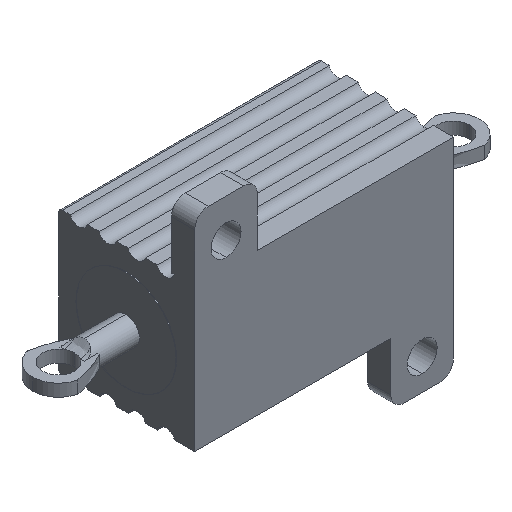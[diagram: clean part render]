
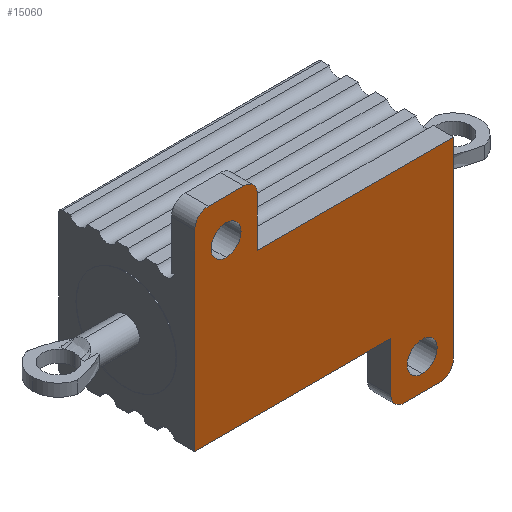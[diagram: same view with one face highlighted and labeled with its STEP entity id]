
A CAD part, isometric view. The second image highlights one B-rep face of the part: STEP entity #15060.
In plain terms, the highlighted planar face has unit normal (0, -1, 0).
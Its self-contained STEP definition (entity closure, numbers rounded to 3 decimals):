
#244 = AXIS2_PLACEMENT_3D ( 'NONE', #12233, #6382, #11062 ) ;
#596 = CARTESIAN_POINT ( 'NONE',  ( 7.2, -5., -7.55 ) ) ;
#657 = VECTOR ( 'NONE', #8717, 1000. ) ;
#697 = CARTESIAN_POINT ( 'NONE',  ( 9.5, -5., 5.25 ) ) ;
#987 = EDGE_CURVE ( 'NONE', #11996, #6805, #10393, .T. ) ;
#1219 = VECTOR ( 'NONE', #9693, 1000. ) ;
#1230 = VERTEX_POINT ( 'NONE', #5619 ) ;
#1319 = ORIENTED_EDGE ( 'NONE', *, *, #6944, .F. ) ;
#1374 = DIRECTION ( 'NONE',  ( 0., 0., 1. ) ) ;
#1485 = VERTEX_POINT ( 'NONE', #7874 ) ;
#1519 = ORIENTED_EDGE ( 'NONE', *, *, #7080, .F. ) ;
#1557 = LINE ( 'NONE', #6229, #3766 ) ;
#1576 = VERTEX_POINT ( 'NONE', #2104 ) ;
#1683 = ORIENTED_EDGE ( 'NONE', *, *, #8697, .T. ) ;
#1713 = CIRCLE ( 'NONE', #12936, 1.1 ) ;
#1756 = FACE_OUTER_BOUND ( 'NONE', #12379, .T. ) ;
#1806 = EDGE_CURVE ( 'NONE', #6805, #13861, #13482, .T. ) ;
#1808 = ORIENTED_EDGE ( 'NONE', *, *, #9217, .T. ) ;
#1933 = VERTEX_POINT ( 'NONE', #10318 ) ;
#1974 = FACE_BOUND ( 'NONE', #2870, .T. ) ;
#2031 = DIRECTION ( 'NONE',  ( 1., 0., 0. ) ) ;
#2104 = CARTESIAN_POINT ( 'NONE',  ( 7.2, -5., -8.65 ) ) ;
#2336 = EDGE_CURVE ( 'NONE', #5003, #4278, #6709, .T. ) ;
#2502 = CARTESIAN_POINT ( 'NONE',  ( 4.9, -5., -8.85 ) ) ;
#2568 = DIRECTION ( 'NONE',  ( 0., 0., 1. ) ) ;
#2671 = DIRECTION ( 'NONE',  ( 0., -1., 0. ) ) ;
#2738 = LINE ( 'NONE', #2502, #1219 ) ;
#2870 = EDGE_LOOP ( 'NONE', ( #12087, #1519 ) ) ;
#3070 = FACE_BOUND ( 'NONE', #14417, .T. ) ;
#3106 = DIRECTION ( 'NONE',  ( 0., -1., 0. ) ) ;
#3186 = ORIENTED_EDGE ( 'NONE', *, *, #10402, .T. ) ;
#3216 = PLANE ( 'NONE',  #15150 ) ;
#3217 = EDGE_CURVE ( 'NONE', #14097, #8783, #11256, .T. ) ;
#3518 = VECTOR ( 'NONE', #2031, 1000. ) ;
#3615 = CARTESIAN_POINT ( 'NONE',  ( -4.9, -5., 5.25 ) ) ;
#3766 = VECTOR ( 'NONE', #4026, 1000. ) ;
#3876 = DIRECTION ( 'NONE',  ( 0., 0., -1. ) ) ;
#3894 = EDGE_CURVE ( 'NONE', #14076, #12530, #5138, .T. ) ;
#3906 = ORIENTED_EDGE ( 'NONE', *, *, #11633, .T. ) ;
#4026 = DIRECTION ( 'NONE',  ( -1., 0., 0. ) ) ;
#4269 = DIRECTION ( 'NONE',  ( -1., 0., 0. ) ) ;
#4278 = VERTEX_POINT ( 'NONE', #7862 ) ;
#4384 = CARTESIAN_POINT ( 'NONE',  ( -9.5, -5., -5.25 ) ) ;
#4556 = ORIENTED_EDGE ( 'NONE', *, *, #2336, .F. ) ;
#4685 = CARTESIAN_POINT ( 'NONE',  ( -8.5, -5., 8.85 ) ) ;
#4773 = DIRECTION ( 'NONE',  ( 0., 0., 1. ) ) ;
#4860 = ORIENTED_EDGE ( 'NONE', *, *, #1806, .T. ) ;
#4920 = VERTEX_POINT ( 'NONE', #10080 ) ;
#4985 = DIRECTION ( 'NONE',  ( 0., 0., 1. ) ) ;
#5003 = VERTEX_POINT ( 'NONE', #14467 ) ;
#5138 = LINE ( 'NONE', #14466, #5994 ) ;
#5213 = VERTEX_POINT ( 'NONE', #9954 ) ;
#5619 = CARTESIAN_POINT ( 'NONE',  ( -7.2, -5., 5.95 ) ) ;
#5793 = VECTOR ( 'NONE', #8026, 1000. ) ;
#5994 = VECTOR ( 'NONE', #4985, 1000. ) ;
#6043 = ORIENTED_EDGE ( 'NONE', *, *, #6707, .F. ) ;
#6158 = CARTESIAN_POINT ( 'NONE',  ( 5.9, -5., -8.85 ) ) ;
#6211 = CIRCLE ( 'NONE', #244, 1. ) ;
#6229 = CARTESIAN_POINT ( 'NONE',  ( 9.5, -5., 5.25 ) ) ;
#6382 = DIRECTION ( 'NONE',  ( 0., -1., 0. ) ) ;
#6707 = EDGE_CURVE ( 'NONE', #5213, #13861, #9041, .T. ) ;
#6709 = LINE ( 'NONE', #697, #5793 ) ;
#6805 = VERTEX_POINT ( 'NONE', #8178 ) ;
#6911 = LINE ( 'NONE', #7721, #11770 ) ;
#6944 = EDGE_CURVE ( 'NONE', #4920, #1576, #11430, .T. ) ;
#7080 = EDGE_CURVE ( 'NONE', #1485, #1230, #10945, .T. ) ;
#7120 = CARTESIAN_POINT ( 'NONE',  ( -8.5, -5., 9.85 ) ) ;
#7212 = VECTOR ( 'NONE', #4269, 1000. ) ;
#7310 = CARTESIAN_POINT ( 'NONE',  ( -7.2, -5., 7.05 ) ) ;
#7389 = EDGE_CURVE ( 'NONE', #1576, #4920, #8451, .T. ) ;
#7427 = CIRCLE ( 'NONE', #11392, 1. ) ;
#7529 = AXIS2_PLACEMENT_3D ( 'NONE', #6158, #8723, #3876 ) ;
#7721 = CARTESIAN_POINT ( 'NONE',  ( -8.5, -5., 9.85 ) ) ;
#7737 = CARTESIAN_POINT ( 'NONE',  ( 9.5, -5., -5.25 ) ) ;
#7862 = CARTESIAN_POINT ( 'NONE',  ( 9.5, -5., -8.85 ) ) ;
#7874 = CARTESIAN_POINT ( 'NONE',  ( -7.2, -5., 8.15 ) ) ;
#7954 = AXIS2_PLACEMENT_3D ( 'NONE', #596, #14939, #4773 ) ;
#8026 = DIRECTION ( 'NONE',  ( 0., 0., -1. ) ) ;
#8092 = EDGE_CURVE ( 'NONE', #5213, #14097, #2738, .T. ) ;
#8153 = CARTESIAN_POINT ( 'NONE',  ( 4.9, -5., -8.85 ) ) ;
#8178 = CARTESIAN_POINT ( 'NONE',  ( -9.5, -5., 8.85 ) ) ;
#8179 = CARTESIAN_POINT ( 'NONE',  ( -5.9, -5., 8.85 ) ) ;
#8342 = DIRECTION ( 'NONE',  ( 0., -1., 0. ) ) ;
#8451 = CIRCLE ( 'NONE', #10687, 1.1 ) ;
#8697 = EDGE_CURVE ( 'NONE', #12933, #11996, #6911, .T. ) ;
#8717 = DIRECTION ( 'NONE',  ( 0., 0., -1. ) ) ;
#8723 = DIRECTION ( 'NONE',  ( 0., -1., 0. ) ) ;
#8783 = VERTEX_POINT ( 'NONE', #11301 ) ;
#8871 = ORIENTED_EDGE ( 'NONE', *, *, #987, .T. ) ;
#9041 = LINE ( 'NONE', #7737, #7212 ) ;
#9217 = EDGE_CURVE ( 'NONE', #8783, #1933, #10445, .T. ) ;
#9460 = DIRECTION ( 'NONE',  ( 0., -1., 0. ) ) ;
#9693 = DIRECTION ( 'NONE',  ( 0., 0., -1. ) ) ;
#9954 = CARTESIAN_POINT ( 'NONE',  ( 4.9, -5., -5.25 ) ) ;
#10014 = EDGE_CURVE ( 'NONE', #1230, #1485, #1713, .T. ) ;
#10080 = CARTESIAN_POINT ( 'NONE',  ( 7.2, -5., -6.45 ) ) ;
#10149 = AXIS2_PLACEMENT_3D ( 'NONE', #4685, #9460, #1374 ) ;
#10247 = DIRECTION ( 'NONE',  ( 0., 1., 0. ) ) ;
#10318 = CARTESIAN_POINT ( 'NONE',  ( 8.5, -5., -9.85 ) ) ;
#10393 = CIRCLE ( 'NONE', #10149, 1. ) ;
#10402 = EDGE_CURVE ( 'NONE', #1933, #4278, #6211, .T. ) ;
#10445 = LINE ( 'NONE', #12575, #3518 ) ;
#10687 = AXIS2_PLACEMENT_3D ( 'NONE', #13510, #3106, #12570 ) ;
#10849 = DIRECTION ( 'NONE',  ( 0., -1., 0. ) ) ;
#10945 = CIRCLE ( 'NONE', #15432, 1.1 ) ;
#11062 = DIRECTION ( 'NONE',  ( 0., 0., 1. ) ) ;
#11127 = ORIENTED_EDGE ( 'NONE', *, *, #8092, .T. ) ;
#11256 = CIRCLE ( 'NONE', #7529, 1. ) ;
#11301 = CARTESIAN_POINT ( 'NONE',  ( 5.9, -5., -9.85 ) ) ;
#11392 = AXIS2_PLACEMENT_3D ( 'NONE', #8179, #8342, #13102 ) ;
#11430 = CIRCLE ( 'NONE', #7954, 1.1 ) ;
#11633 = EDGE_CURVE ( 'NONE', #5003, #14076, #1557, .T. ) ;
#11770 = VECTOR ( 'NONE', #12475, 1000. ) ;
#11944 = CARTESIAN_POINT ( 'NONE',  ( -7.2, -5., 7.05 ) ) ;
#11996 = VERTEX_POINT ( 'NONE', #7120 ) ;
#12087 = ORIENTED_EDGE ( 'NONE', *, *, #10014, .F. ) ;
#12143 = ORIENTED_EDGE ( 'NONE', *, *, #14675, .T. ) ;
#12233 = CARTESIAN_POINT ( 'NONE',  ( 8.5, -5., -8.85 ) ) ;
#12290 = DIRECTION ( 'NONE',  ( 0., 0., 1. ) ) ;
#12379 = EDGE_LOOP ( 'NONE', ( #4860, #6043, #11127, #12717, #1808, #3186, #4556, #3906, #12467, #12143, #1683, #8871 ) ) ;
#12467 = ORIENTED_EDGE ( 'NONE', *, *, #3894, .T. ) ;
#12475 = DIRECTION ( 'NONE',  ( -1., 0., 0. ) ) ;
#12530 = VERTEX_POINT ( 'NONE', #15346 ) ;
#12570 = DIRECTION ( 'NONE',  ( 0., 0., 1. ) ) ;
#12575 = CARTESIAN_POINT ( 'NONE',  ( 8.5, -5., -9.85 ) ) ;
#12601 = CARTESIAN_POINT ( 'NONE',  ( 9.5, -5., 5.25 ) ) ;
#12717 = ORIENTED_EDGE ( 'NONE', *, *, #3217, .T. ) ;
#12933 = VERTEX_POINT ( 'NONE', #14919 ) ;
#12936 = AXIS2_PLACEMENT_3D ( 'NONE', #11944, #10849, #2568 ) ;
#13102 = DIRECTION ( 'NONE',  ( 0., 0., -1. ) ) ;
#13482 = LINE ( 'NONE', #14661, #657 ) ;
#13510 = CARTESIAN_POINT ( 'NONE',  ( 7.2, -5., -7.55 ) ) ;
#13771 = DIRECTION ( 'NONE',  ( 0., 0., 1. ) ) ;
#13861 = VERTEX_POINT ( 'NONE', #4384 ) ;
#14076 = VERTEX_POINT ( 'NONE', #3615 ) ;
#14097 = VERTEX_POINT ( 'NONE', #8153 ) ;
#14417 = EDGE_LOOP ( 'NONE', ( #15191, #1319 ) ) ;
#14466 = CARTESIAN_POINT ( 'NONE',  ( -4.9, -5., 8.85 ) ) ;
#14467 = CARTESIAN_POINT ( 'NONE',  ( 9.5, -5., 5.25 ) ) ;
#14661 = CARTESIAN_POINT ( 'NONE',  ( -9.5, -5., 5.25 ) ) ;
#14675 = EDGE_CURVE ( 'NONE', #12530, #12933, #7427, .T. ) ;
#14919 = CARTESIAN_POINT ( 'NONE',  ( -5.9, -5., 9.85 ) ) ;
#14939 = DIRECTION ( 'NONE',  ( 0., -1., 0. ) ) ;
#15060 = ADVANCED_FACE ( 'NONE', ( #1756, #3070, #1974 ), #3216, .F. ) ;
#15150 = AXIS2_PLACEMENT_3D ( 'NONE', #12601, #10247, #13771 ) ;
#15191 = ORIENTED_EDGE ( 'NONE', *, *, #7389, .F. ) ;
#15346 = CARTESIAN_POINT ( 'NONE',  ( -4.9, -5., 8.85 ) ) ;
#15432 = AXIS2_PLACEMENT_3D ( 'NONE', #7310, #2671, #12290 ) ;
